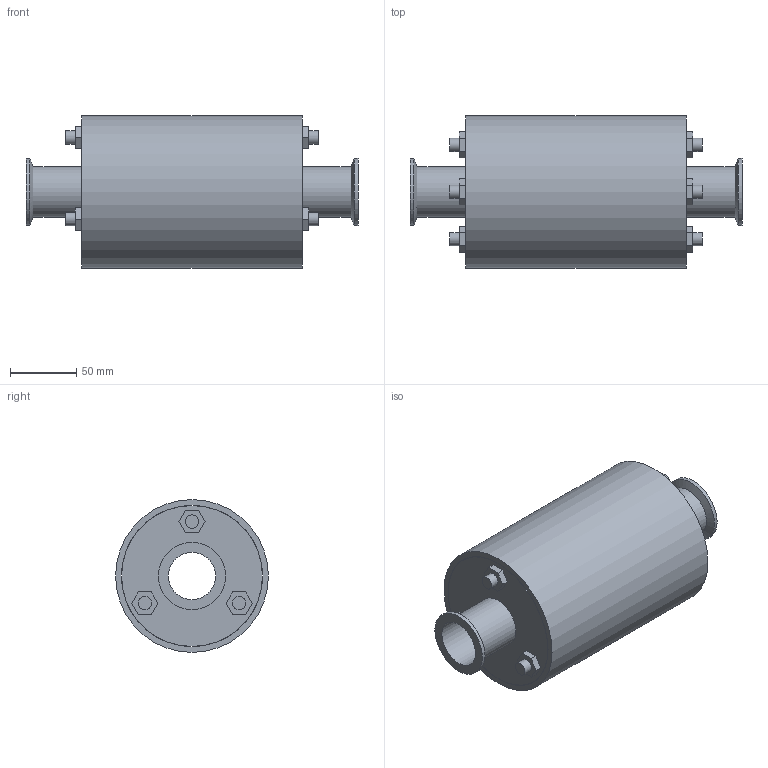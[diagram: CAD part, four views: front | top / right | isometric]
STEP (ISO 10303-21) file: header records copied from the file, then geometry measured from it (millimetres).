
FILE_DESCRIPTION(/* description */ (''),/* implementation_level */ '2;1');
FILE_NAME(/* name */ 'SGL_CXC [SIZE [Custom]=15][FITTING [Custom]=CXC][CODE [Custom]=SGLSA].stp',/* time_stamp */ '2021-08-20T15:00:15+09:00',/* author */ ('m'),/* organization */ (''),/* preprocessor_version */ 'ST-DEVELOPER v18.1',/* originating_system */ 'Autodesk Inventor 2021',/* authorisation */ '');
FILE_SCHEMA (('AUTOMOTIVE_DESIGN { 1 0 10303 214 3 1 1 }'));
Length unit declared in the file: millimetre
Products named in the file (1): SGL_CXC [SIZE [Custom]=15][FITTING [Custom]=CXC][CODE [Custom]=SGLSA]
Bounding box: 250 x 115 x 115 mm (x, y, z)
Volume: 572302.6 mm3; surface area: 232914 mm2
Topology: 2 solids, 2 shells, 79 faces, 171 edges, 112 vertices
Faces by surface type: plane 56, cylinder 19, cone 4
Full cylindrical faces by diameter (mm): 10 x9, 35.7 x1, 38.1 x2, 45 x1, 50.5 x2, 106 x2, 106.4 x1, 115 x1
Entity records: 2275 total; most frequent: DIRECTION 371, CARTESIAN_POINT 363, ORIENTED_EDGE 342, EDGE_CURVE 171, LINE 131, VECTOR 131, AXIS2_PLACEMENT_3D 120, VERTEX_POINT 112
